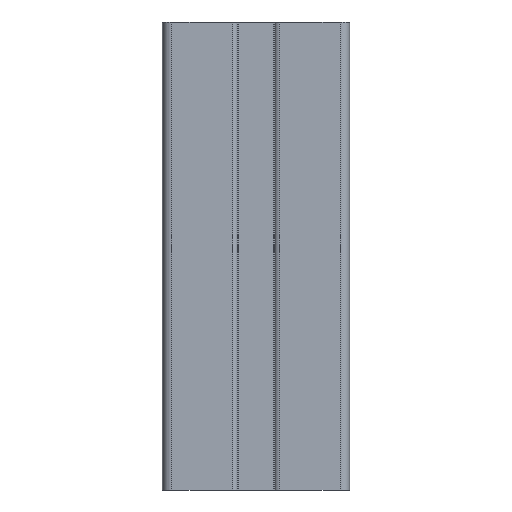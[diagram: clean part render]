
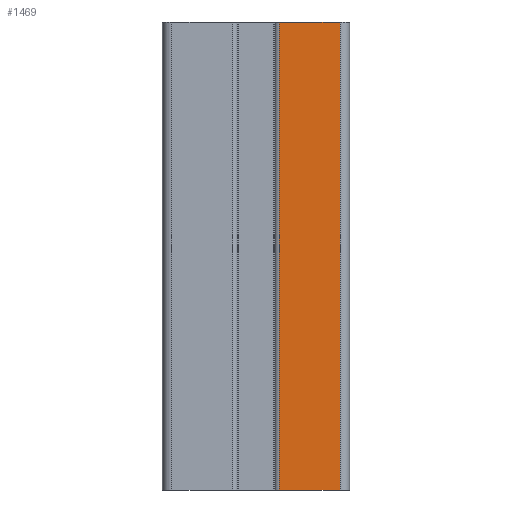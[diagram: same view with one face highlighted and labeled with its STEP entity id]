
A CAD part, front view. The second image highlights one B-rep face of the part: STEP entity #1469.
In plain terms, the highlighted planar face has unit normal (0, -1, 0).
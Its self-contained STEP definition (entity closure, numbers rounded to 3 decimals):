
#46=PLANE('',#1612);
#117=FACE_OUTER_BOUND('',#193,.T.);
#193=EDGE_LOOP('',(#1177,#1178,#1179,#1180));
#230=LINE('',#2147,#374);
#329=LINE('',#2458,#473);
#330=LINE('',#2460,#474);
#331=LINE('',#2461,#475);
#374=VECTOR('',#1703,100.);
#473=VECTOR('',#2012,13.);
#474=VECTOR('',#2013,100.);
#475=VECTOR('',#2014,13.);
#593=VERTEX_POINT('',#2143);
#594=VERTEX_POINT('',#2145);
#701=VERTEX_POINT('',#2457);
#702=VERTEX_POINT('',#2459);
#750=EDGE_CURVE('',#593,#594,#230,.T.);
#903=EDGE_CURVE('',#701,#594,#329,.T.);
#904=EDGE_CURVE('',#701,#702,#330,.T.);
#905=EDGE_CURVE('',#702,#593,#331,.T.);
#1177=ORIENTED_EDGE('',*,*,#750,.T.);
#1178=ORIENTED_EDGE('',*,*,#903,.F.);
#1179=ORIENTED_EDGE('',*,*,#904,.T.);
#1180=ORIENTED_EDGE('',*,*,#905,.T.);
#1469=ADVANCED_FACE('',(#117),#46,.T.);
#1612=AXIS2_PLACEMENT_3D('',#2456,#2010,#2011);
#1703=DIRECTION('',(0.,0.,-1.));
#2010=DIRECTION('center_axis',(0.,-1.,0.));
#2011=DIRECTION('ref_axis',(1.,0.,0.));
#2012=DIRECTION('',(-1.,0.,0.));
#2013=DIRECTION('',(0.,0.,1.));
#2014=DIRECTION('',(-1.,0.,0.));
#2143=CARTESIAN_POINT('',(5.,-20.,100.));
#2145=CARTESIAN_POINT('',(5.,-20.,0.));
#2147=CARTESIAN_POINT('',(5.,-20.,0.));
#2456=CARTESIAN_POINT('Origin',(-18.,-20.,0.));
#2457=CARTESIAN_POINT('',(18.,-20.,0.));
#2458=CARTESIAN_POINT('',(-9.,-20.,0.));
#2459=CARTESIAN_POINT('',(18.,-20.,100.));
#2460=CARTESIAN_POINT('',(18.,-20.,0.));
#2461=CARTESIAN_POINT('',(-9.,-20.,100.));
